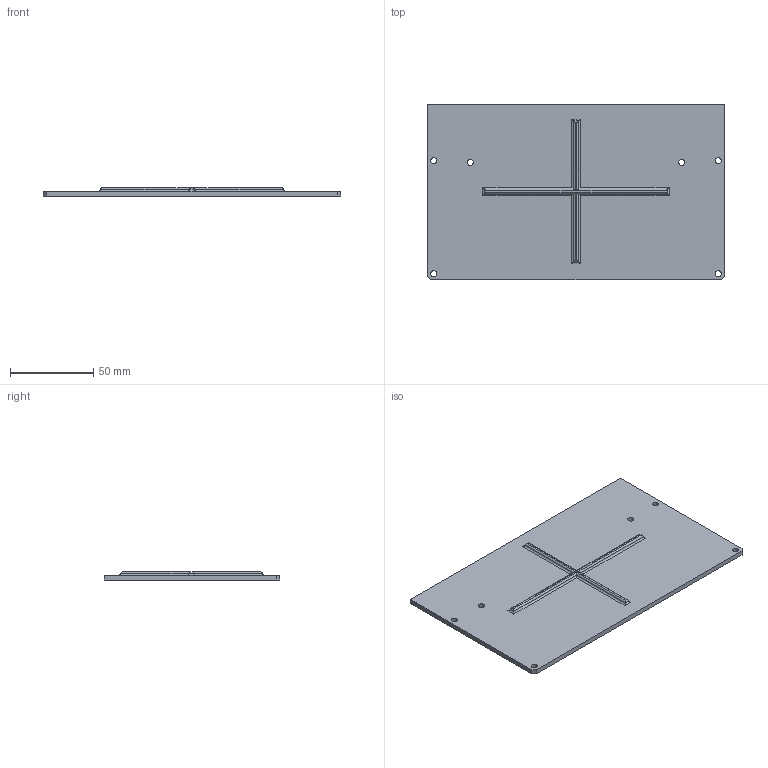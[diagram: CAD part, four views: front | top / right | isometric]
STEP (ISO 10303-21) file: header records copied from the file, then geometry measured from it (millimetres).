
FILE_DESCRIPTION(/* description */ (''),/* implementation_level */ '2;1');
FILE_NAME(/* name */ 'Half Carry Lid.step',/* time_stamp */ '2022-07-23T10:54:34-05:00',/* author */ (''),/* organization */ (''),/* preprocessor_version */ 'ST-DEVELOPER v19',/* originating_system */ 'Autodesk Translation Framework v11.7.0.108',/* authorisation */ '');
FILE_SCHEMA (('AUTOMOTIVE_DESIGN { 1 0 10303 214 3 1 1 }'));
Length unit declared in the file: millimetre
Products named in the file (1): Lid - Half Access Handle
Bounding box: 178.6 x 105.55 x 5 mm (x, y, z)
Volume: 57510.9 mm3; surface area: 39919.2 mm2
Topology: 1 solids, 1 shells, 39 faces, 96 edges, 60 vertices
Faces by surface type: cylinder 30, plane 9
Full cylindrical faces by diameter (mm): 3.6 x6
Entity records: 1207 total; most frequent: DIRECTION 212, CARTESIAN_POINT 196, ORIENTED_EDGE 192, EDGE_CURVE 96, AXIS2_PLACEMENT_3D 76, LINE 60, VECTOR 60, VERTEX_POINT 60
